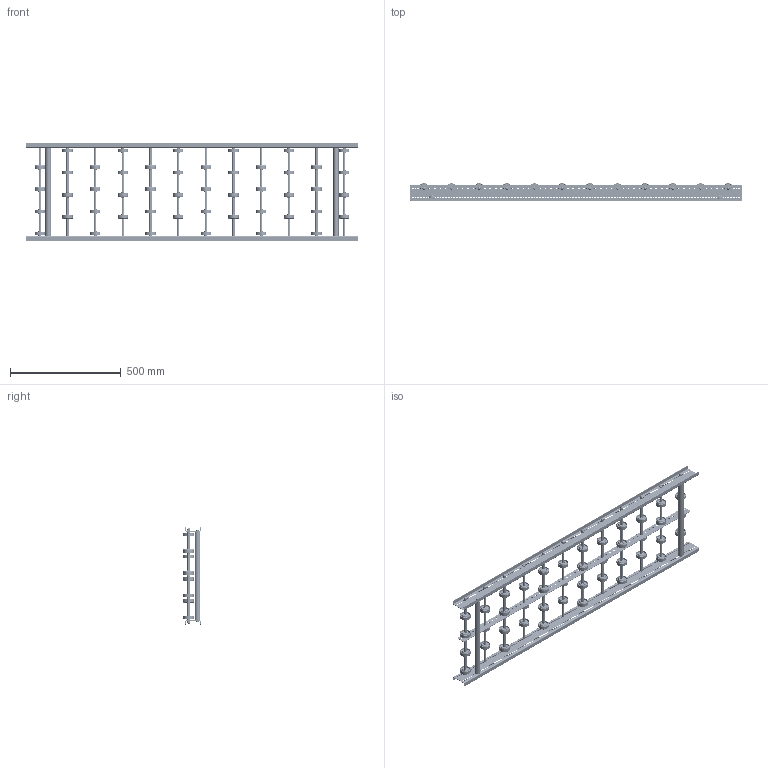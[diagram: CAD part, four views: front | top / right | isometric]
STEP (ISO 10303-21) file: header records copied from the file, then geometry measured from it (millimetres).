
FILE_DESCRIPTION (( 'STEP AP214' ), '1' );
FILE_NAME ('0052325.step', '2021-10-26T13:14:53', ( '' ), ( '' ), 'SwSTEP 2.0', 'SolidWorks 2020', '' );
FILE_SCHEMA (( 'AUTOMOTIVE_DESIGN' ));
Length unit declared in the file: millimetre
Products named in the file (10): 0052325; Hutmutter_DIN_1587_M8; S100994_Sperrzahnschraube_M08x16-8.8-A2K; 0011532_2300-48-8; Röllchenachse-für-Konfiguration_EL400; Profil_LRB-20x70x20x2_KFG_S100201_U-PROFIL-20-70-20-2-LRB-L=1500; S100100_Längstraverse-42x2,5_L„ngstraverse-RB-L1449; 0046278_KB-ROHR-12X1,75mm_KFG_L75,5; S106837_Gewindestange-M8-KFG_L420; Traversen_KFG_L400
Assembly tree (54 placements, depth 3):
  0052325
    Profil_LRB-20x70x20x2_KFG_S100201_U-PROFIL-20-70-20-2-LRB-L=1500  x2
    S100994_Sperrzahnschraube_M08x16-8.8-A2K  x4
    Traversen_KFG_L400  x2
    Röllchenachse-für-Konfiguration_EL400  x12
      S106837_Gewindestange-M8-KFG_L420
      0011532_2300-48-8
      0046278_KB-ROHR-12X1,75mm_KFG_L75,5
    S100100_Längstraverse-42x2,5_L„ngstraverse-RB-L1449
    Hutmutter_DIN_1587_M8  x24
Bounding box: 1500 x 79 x 440 mm (x, y, z)
Volume: 2193678.7 mm3; surface area: 1721972 mm2
Topology: 145 solids, 145 shells, 5726 faces, 12732 edges, 7696 vertices
Faces by surface type: cylinder 2304, torus 1552, plane 966, cone 880, bspline 24
Entity records: 28906 total; most frequent: DIRECTION 5281, CARTESIAN_POINT 4948, ORIENTED_EDGE 4440, AXIS2_PLACEMENT_3D 2279, EDGE_CURVE 2220, VERTEX_POINT 1450, EDGE_LOOP 1420, CIRCLE 1417
